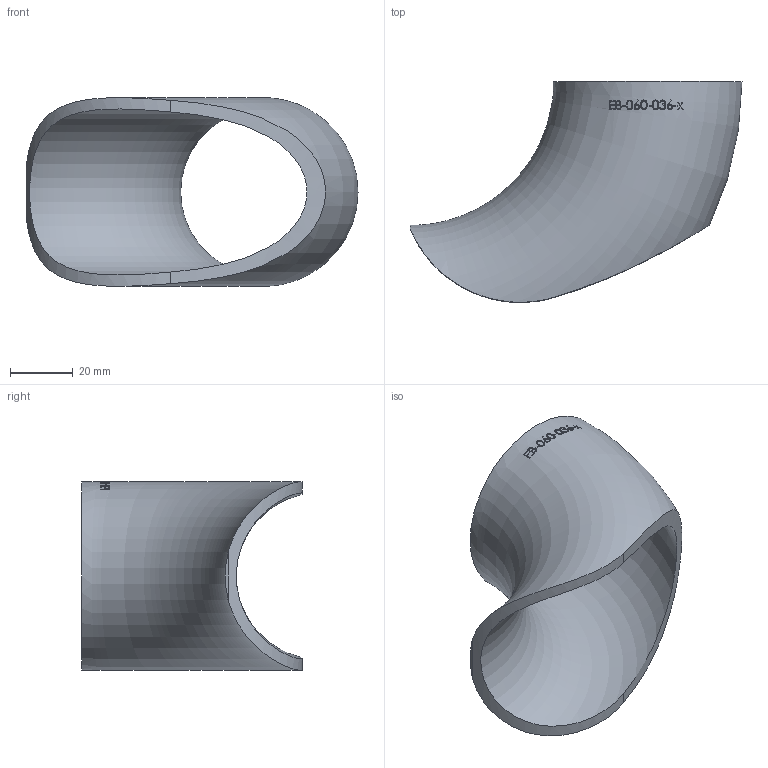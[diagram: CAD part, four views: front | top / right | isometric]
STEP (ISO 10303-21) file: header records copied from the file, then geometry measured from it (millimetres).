
FILE_DESCRIPTION (( 'STEP AP214' ), '1' );
FILE_NAME ('EB-060-036-x Einschweissbogen 2208.STEP', '2022-09-30T08:35:07', ( '' ), ( '' ), 'SwSTEP 2.0', 'SolidWorks 2019', '' );
FILE_SCHEMA (( 'AUTOMOTIVE_DESIGN' ));
Length unit declared in the file: millimetre
Products named in the file (1): EB-060-036-x Einschweissbogen 2208
Bounding box: 106.15 x 70.58 x 60.3 mm (x, y, z)
Volume: 46947.5 mm3; surface area: 27830.7 mm2
Topology: 1 solids, 1 shells, 147 faces, 383 edges, 256 vertices
Faces by surface type: bspline 123, torus 21, plane 2, cylinder 1
Entity records: 19718 total; most frequent: CARTESIAN_POINT 15716, ORIENTED_EDGE 758, EDGE_CURVE 379, B_SPLINE_CURVE_WITH_KNOTS 374, VERTEX_POINT 254, EDGE_LOOP 169, FACE_OUTER_BOUND 149, ADVANCED_FACE 147
